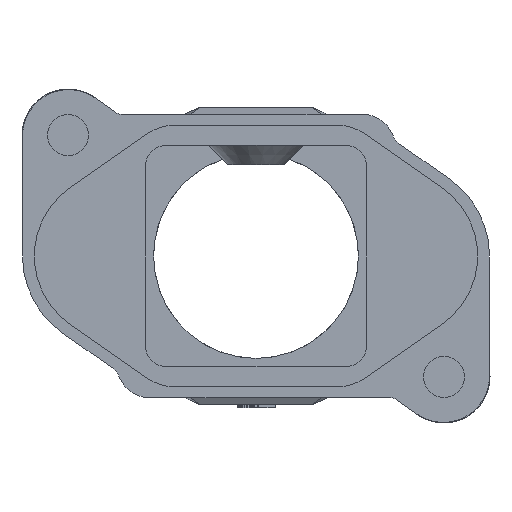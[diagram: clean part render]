
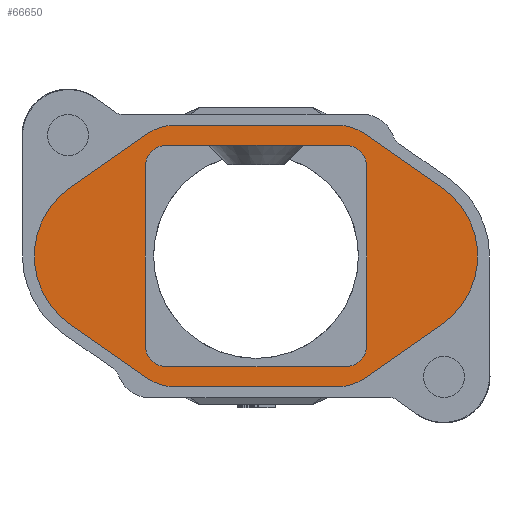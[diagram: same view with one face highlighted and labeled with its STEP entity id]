
A CAD part, left-side view. The second image highlights one B-rep face of the part: STEP entity #66650.
In plain terms, the highlighted face is planar.
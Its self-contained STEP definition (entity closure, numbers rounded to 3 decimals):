
#41680=CARTESIAN_POINT('',(33.666,29.559,
-1.8));
#41690=VERTEX_POINT('',#41680);
#41720=CARTESIAN_POINT('',(0.,29.559,-1.8));
#41730=DIRECTION('',(1.,0.,0.));
#41740=VECTOR('',#41730,1.);
#41750=LINE('',#41720,#41740);
#41760=CARTESIAN_POINT('',(51.266,29.559,
-1.8));
#41770=VERTEX_POINT('',#41760);
#41780=EDGE_CURVE('',#41690,#41770,#41750,.T.);
#43280=CARTESIAN_POINT('',(53.266,0.,-1.8));
#43290=DIRECTION('',(0.,1.,0.));
#43300=VECTOR('',#43290,1.);
#43310=LINE('',#43280,#43300);
#43320=CARTESIAN_POINT('',(53.266,31.559,
-1.8));
#43330=VERTEX_POINT('',#43320);
#43340=CARTESIAN_POINT('',(53.266,49.159,
-1.8));
#43350=VERTEX_POINT('',#43340);
#43360=EDGE_CURVE('',#43330,#43350,#43310,.T.);
#48680=CARTESIAN_POINT('',(31.666,49.159,
-1.8));
#48690=VERTEX_POINT('',#48680);
#48720=CARTESIAN_POINT('',(31.666,0.,-1.8));
#48730=DIRECTION('',(0.,-1.,0.));
#48740=VECTOR('',#48730,1.);
#48750=LINE('',#48720,#48740);
#48760=CARTESIAN_POINT('',(31.666,31.559,
-1.8));
#48770=VERTEX_POINT('',#48760);
#48780=EDGE_CURVE('',#48690,#48770,#48750,.T.);
#53230=CARTESIAN_POINT('',(0.,51.159,-1.8));
#53240=DIRECTION('',(1.,0.,0.));
#53250=VECTOR('',#53240,1.);
#53260=LINE('',#53230,#53250);
#53270=CARTESIAN_POINT('',(33.666,51.159,
-1.8));
#53280=VERTEX_POINT('',#53270);
#53290=CARTESIAN_POINT('',(51.266,51.159,
-1.8));
#53300=VERTEX_POINT('',#53290);
#53310=EDGE_CURVE('',#53280,#53300,#53260,.T.);
#61680=CARTESIAN_POINT('',(53.143,28.459,
-1.8));
#61690=VERTEX_POINT('',#61680);
#61720=CARTESIAN_POINT('',(50.447,32.309,-1.8)
);
#61730=DIRECTION('',(0.,0.,1.));
#61740=DIRECTION('',(1.,0.,0.));
#61750=AXIS2_PLACEMENT_3D('',#61720,#61730,#61740);
#61760=CIRCLE('',#61750,4.7);
#61770=CARTESIAN_POINT('',(50.447,27.609,-1.8)
);
#61780=VERTEX_POINT('',#61770);
#61790=EDGE_CURVE('',#61780,#61690,#61760,.T.);
#65320=CARTESIAN_POINT('',(31.19,36.601,
-1.8));
#65330=DIRECTION('',(0.,0.,-1.));
#65340=DIRECTION('',(-1.,0.,0.));
#65350=AXIS2_PLACEMENT_3D('',#65320,#65330,#65340);
#65360=PLANE('',#65350);
#65370=CARTESIAN_POINT('',(33.666,31.559,
-1.8));
#65380=DIRECTION('',(0.,0.,1.));
#65390=DIRECTION('',(1.,0.,0.));
#65400=AXIS2_PLACEMENT_3D('',#65370,#65380,#65390);
#65410=CIRCLE('',#65400,2.);
#65420=EDGE_CURVE('',#48770,#41690,#65410,.T.);
#65430=ORIENTED_EDGE('',*,*,#65420,.T.);
#65440=ORIENTED_EDGE('',*,*,#48780,.T.);
#65450=CARTESIAN_POINT('',(33.666,49.159,
-1.8));
#65460=DIRECTION('',(0.,0.,-1.));
#65470=DIRECTION('',(-1.,0.,0.));
#65480=AXIS2_PLACEMENT_3D('',#65450,#65460,#65470);
#65490=CIRCLE('',#65480,2.);
#65500=EDGE_CURVE('',#48690,#53280,#65490,.T.);
#65510=ORIENTED_EDGE('',*,*,#65500,.F.);
#65520=ORIENTED_EDGE('',*,*,#53310,.F.);
#65530=CARTESIAN_POINT('',(51.266,49.159,
-1.8));
#65540=DIRECTION('',(0.,0.,-1.));
#65550=DIRECTION('',(-1.,0.,0.));
#65560=AXIS2_PLACEMENT_3D('',#65530,#65540,#65550);
#65570=CIRCLE('',#65560,2.);
#65580=EDGE_CURVE('',#53300,#43350,#65570,.T.);
#65590=ORIENTED_EDGE('',*,*,#65580,.F.);
#65600=ORIENTED_EDGE('',*,*,#43360,.T.);
#65610=CARTESIAN_POINT('',(51.266,31.559,
-1.8));
#65620=DIRECTION('',(0.,0.,-1.));
#65630=DIRECTION('',(-1.,0.,0.));
#65640=AXIS2_PLACEMENT_3D('',#65610,#65620,#65630);
#65650=CIRCLE('',#65640,2.);
#65660=EDGE_CURVE('',#43330,#41770,#65650,.T.);
#65670=ORIENTED_EDGE('',*,*,#65660,.F.);
#65680=ORIENTED_EDGE('',*,*,#41780,.T.);
#65690=EDGE_LOOP('',(#65680,#65670,#65600,#65590,#65520,#65510,#65440,
#65430));
#65700=FACE_BOUND('',#65690,.T.);
#65710=CARTESIAN_POINT('',(28.916,40.359,-1.8)
);
#65720=DIRECTION('',(0.,0.,1.));
#65730=DIRECTION('',(1.,0.,0.));
#65740=AXIS2_PLACEMENT_3D('',#65710,#65720,#65730);
#65750=CIRCLE('',#65740,8.1);
#65760=CARTESIAN_POINT('',(24.27,46.994,
-1.8));
#65770=VERTEX_POINT('',#65760);
#65780=CARTESIAN_POINT('',(24.27,33.724,
-1.8));
#65790=VERTEX_POINT('',#65780);
#65800=EDGE_CURVE('',#65770,#65790,#65750,.T.);
#65810=ORIENTED_EDGE('',*,*,#65800,.F.);
#65820=CARTESIAN_POINT('',(0.05,50.683,
-1.8));
#65830=DIRECTION('',(0.819,-0.574,0.));
#65840=VECTOR('',#65830,1.);
#65850=LINE('',#65820,#65840);
#65860=CARTESIAN_POINT('',(31.789,28.459,
-1.8));
#65870=VERTEX_POINT('',#65860);
#65880=EDGE_CURVE('',#65790,#65870,#65850,.T.);
#65890=ORIENTED_EDGE('',*,*,#65880,.F.);
#65900=CARTESIAN_POINT('',(34.484,32.309,-1.8)
);
#65910=DIRECTION('',(0.,0.,1.));
#65920=DIRECTION('',(1.,0.,0.));
#65930=AXIS2_PLACEMENT_3D('',#65900,#65910,#65920);
#65940=CIRCLE('',#65930,4.7);
#65950=CARTESIAN_POINT('',(34.484,27.609,-1.8)
);
#65960=VERTEX_POINT('',#65950);
#65970=EDGE_CURVE('',#65870,#65960,#65940,.T.);
#65980=ORIENTED_EDGE('',*,*,#65970,.F.);
#65990=CARTESIAN_POINT('',(0.,27.609,-1.8));
#66000=DIRECTION('',(1.,0.,0.));
#66010=VECTOR('',#66000,1.);
#66020=LINE('',#65990,#66010);
#66030=EDGE_CURVE('',#65960,#61780,#66020,.T.);
#66040=ORIENTED_EDGE('',*,*,#66030,.F.);
#66050=ORIENTED_EDGE('',*,*,#61790,.F.);
#66060=CARTESIAN_POINT('',(-0.05,-8.787,
-1.8));
#66070=DIRECTION('',(0.819,0.574,0.));
#66080=VECTOR('',#66070,1.);
#66090=LINE('',#66060,#66080);
#66100=CARTESIAN_POINT('',(60.662,33.724,
-1.8));
#66110=VERTEX_POINT('',#66100);
#66120=EDGE_CURVE('',#61690,#66110,#66090,.T.);
#66130=ORIENTED_EDGE('',*,*,#66120,.F.);
#66140=CARTESIAN_POINT('',(56.016,40.359,
-1.8));
#66150=DIRECTION('',(0.,0.,1.));
#66160=DIRECTION('',(1.,0.,0.));
#66170=AXIS2_PLACEMENT_3D('',#66140,#66150,#66160);
#66180=CIRCLE('',#66170,8.1);
#66190=CARTESIAN_POINT('',(60.662,46.994,
-1.8));
#66200=VERTEX_POINT('',#66190);
#66210=EDGE_CURVE('',#66110,#66200,#66180,.T.);
#66220=ORIENTED_EDGE('',*,*,#66210,.F.);
#66230=CARTESIAN_POINT('',(-0.05,89.505,
-1.8));
#66240=DIRECTION('',(-0.819,0.574,0.));
#66250=VECTOR('',#66240,1.);
#66260=LINE('',#66230,#66250);
#66270=CARTESIAN_POINT('',(53.143,52.259,
-1.8));
#66280=VERTEX_POINT('',#66270);
#66290=EDGE_CURVE('',#66200,#66280,#66260,.T.);
#66300=ORIENTED_EDGE('',*,*,#66290,.F.);
#66310=CARTESIAN_POINT('',(50.447,48.409,-1.8)
);
#66320=DIRECTION('',(0.,0.,1.));
#66330=DIRECTION('',(1.,0.,0.));
#66340=AXIS2_PLACEMENT_3D('',#66310,#66320,#66330);
#66350=CIRCLE('',#66340,4.7);
#66360=CARTESIAN_POINT('',(50.447,53.109,-1.8)
);
#66370=VERTEX_POINT('',#66360);
#66380=EDGE_CURVE('',#66280,#66370,#66350,.T.);
#66390=ORIENTED_EDGE('',*,*,#66380,.F.);
#66400=CARTESIAN_POINT('',(0.,53.109,-1.8));
#66410=DIRECTION('',(-1.,0.,0.));
#66420=VECTOR('',#66410,1.);
#66430=LINE('',#66400,#66420);
#66440=CARTESIAN_POINT('',(34.484,53.109,-1.8)
);
#66450=VERTEX_POINT('',#66440);
#66460=EDGE_CURVE('',#66370,#66450,#66430,.T.);
#66470=ORIENTED_EDGE('',*,*,#66460,.F.);
#66480=CARTESIAN_POINT('',(34.484,48.409,-1.8)
);
#66490=DIRECTION('',(0.,0.,1.));
#66500=DIRECTION('',(1.,0.,0.));
#66510=AXIS2_PLACEMENT_3D('',#66480,#66490,#66500);
#66520=CIRCLE('',#66510,4.7);
#66530=CARTESIAN_POINT('',(31.789,52.259,
-1.8));
#66540=VERTEX_POINT('',#66530);
#66550=EDGE_CURVE('',#66450,#66540,#66520,.T.);
#66560=ORIENTED_EDGE('',*,*,#66550,.F.);
#66570=CARTESIAN_POINT('',(0.05,30.035,
-1.8));
#66580=DIRECTION('',(-0.819,-0.574,0.));
#66590=VECTOR('',#66580,1.);
#66600=LINE('',#66570,#66590);
#66610=EDGE_CURVE('',#66540,#65770,#66600,.T.);
#66620=ORIENTED_EDGE('',*,*,#66610,.F.);
#66630=EDGE_LOOP('',(#66620,#66560,#66470,#66390,#66300,#66220,#66130,
#66050,#66040,#65980,#65890,#65810));
#66640=FACE_OUTER_BOUND('',#66630,.T.);
#66650=ADVANCED_FACE('',(#65700,#66640),#65360,.T.);
